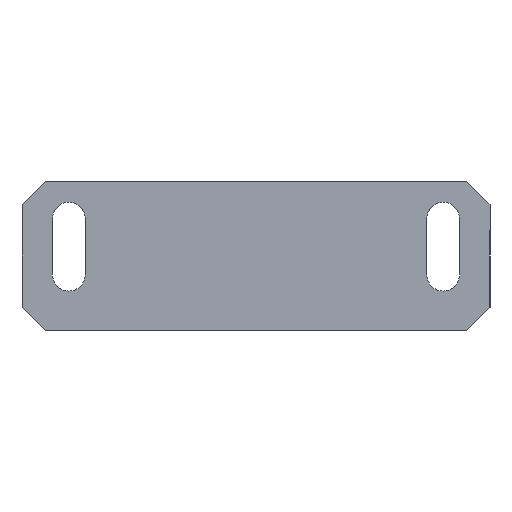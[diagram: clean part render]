
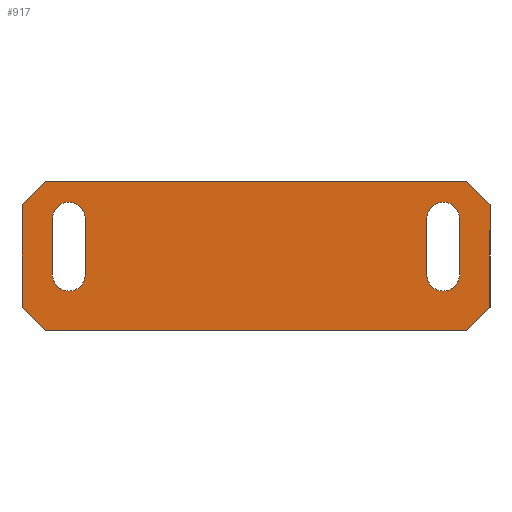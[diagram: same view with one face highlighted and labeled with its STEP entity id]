
A CAD part, left-side view. The second image highlights one B-rep face of the part: STEP entity #917.
In plain terms, the highlighted planar face has unit normal (-1, 0, 0).
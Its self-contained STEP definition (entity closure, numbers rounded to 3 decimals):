
#4 = DIRECTION ( 'NONE',  ( 0., 0., 1. ) ) ;
#6 = EDGE_CURVE ( 'NONE', #943, #1268, #434, .T. ) ;
#7 = CARTESIAN_POINT ( 'NONE',  ( -3.2, 43.5, 14. ) ) ;
#12 = AXIS2_PLACEMENT_3D ( 'NONE', #337, #192, #55 ) ;
#13 = CARTESIAN_POINT ( 'NONE',  ( -3.2, -40., 2. ) ) ;
#15 = ORIENTED_EDGE ( 'NONE', *, *, #1290, .T. ) ;
#17 = VERTEX_POINT ( 'NONE', #1155 ) ;
#18 = CARTESIAN_POINT ( 'NONE',  ( -3.2, 40., 14. ) ) ;
#27 = EDGE_CURVE ( 'NONE', #1005, #282, #494, .T. ) ;
#39 = DIRECTION ( 'NONE',  ( 0., 0., 1. ) ) ;
#49 = FACE_BOUND ( 'NONE', #1225, .T. ) ;
#50 = CARTESIAN_POINT ( 'NONE',  ( -3.2, -43.5, 2. ) ) ;
#55 = DIRECTION ( 'NONE',  ( 0., 0., 1. ) ) ;
#72 = CARTESIAN_POINT ( 'NONE',  ( -3.2, -50., 22. ) ) ;
#75 = ORIENTED_EDGE ( 'NONE', *, *, #191, .T. ) ;
#97 = CARTESIAN_POINT ( 'NONE',  ( -3.2, 50., -5. ) ) ;
#98 = ORIENTED_EDGE ( 'NONE', *, *, #6, .F. ) ;
#107 = CARTESIAN_POINT ( 'NONE',  ( -3.2, 50., -10. ) ) ;
#109 = CARTESIAN_POINT ( 'NONE',  ( -3.2, -43.5, 14. ) ) ;
#125 = EDGE_CURVE ( 'NONE', #716, #1285, #754, .T. ) ;
#143 = DIRECTION ( 'NONE',  ( -1., 0., 0. ) ) ;
#144 = CIRCLE ( 'NONE', #562, 3.5 ) ;
#145 = LINE ( 'NONE', #7, #342 ) ;
#148 = FACE_OUTER_BOUND ( 'NONE', #344, .T. ) ;
#150 = DIRECTION ( 'NONE',  ( 0., 0., 1. ) ) ;
#155 = AXIS2_PLACEMENT_3D ( 'NONE', #18, #1186, #1050 ) ;
#175 = CARTESIAN_POINT ( 'NONE',  ( -3.2, 36.5, 14. ) ) ;
#191 = EDGE_CURVE ( 'NONE', #266, #1054, #593, .T. ) ;
#192 = DIRECTION ( 'NONE',  ( -1., 0., 0. ) ) ;
#204 = ORIENTED_EDGE ( 'NONE', *, *, #792, .T. ) ;
#216 = LINE ( 'NONE', #72, #777 ) ;
#219 = FACE_BOUND ( 'NONE', #250, .T. ) ;
#227 = DIRECTION ( 'NONE',  ( 0., -0.707, -0.707 ) ) ;
#236 = DIRECTION ( 'NONE',  ( 0., 0.707, 0.707 ) ) ;
#247 = EDGE_CURVE ( 'NONE', #17, #300, #1234, .T. ) ;
#250 = EDGE_LOOP ( 'NONE', ( #1102, #301, #397, #689, #608 ) ) ;
#256 = LINE ( 'NONE', #107, #1055 ) ;
#266 = VERTEX_POINT ( 'NONE', #1240 ) ;
#268 = CARTESIAN_POINT ( 'NONE',  ( -3.2, -50., 17. ) ) ;
#282 = VERTEX_POINT ( 'NONE', #1100 ) ;
#286 = CARTESIAN_POINT ( 'NONE',  ( -3.2, 40., 2. ) ) ;
#291 = CARTESIAN_POINT ( 'NONE',  ( -3.2, -50., -10. ) ) ;
#300 = VERTEX_POINT ( 'NONE', #966 ) ;
#301 = ORIENTED_EDGE ( 'NONE', *, *, #889, .F. ) ;
#307 = EDGE_CURVE ( 'NONE', #300, #648, #314, .T. ) ;
#314 = LINE ( 'NONE', #175, #1164 ) ;
#337 = CARTESIAN_POINT ( 'NONE',  ( -3.2, 0., 0. ) ) ;
#342 = VECTOR ( 'NONE', #1177, 1000. ) ;
#343 = DIRECTION ( 'NONE',  ( 0., 0.707, -0.707 ) ) ;
#344 = EDGE_LOOP ( 'NONE', ( #1105, #377, #1069, #461, #204, #75, #15, #968 ) ) ;
#345 = EDGE_CURVE ( 'NONE', #477, #943, #903, .T. ) ;
#366 = CARTESIAN_POINT ( 'NONE',  ( -3.2, 27.5, -27.5 ) ) ;
#374 = CARTESIAN_POINT ( 'NONE',  ( -3.2, -33.5, 33.5 ) ) ;
#377 = ORIENTED_EDGE ( 'NONE', *, *, #125, .T. ) ;
#378 = VECTOR ( 'NONE', #572, 1000. ) ;
#387 = VECTOR ( 'NONE', #433, 1000. ) ;
#397 = ORIENTED_EDGE ( 'NONE', *, *, #307, .F. ) ;
#408 = CARTESIAN_POINT ( 'NONE',  ( -3.2, 43.5, 2. ) ) ;
#410 = AXIS2_PLACEMENT_3D ( 'NONE', #734, #599, #482 ) ;
#425 = LINE ( 'NONE', #291, #1096 ) ;
#433 = DIRECTION ( 'NONE',  ( 0., 0., -1. ) ) ;
#434 = CIRCLE ( 'NONE', #749, 3.5 ) ;
#446 = VECTOR ( 'NONE', #236, 1000. ) ;
#461 = ORIENTED_EDGE ( 'NONE', *, *, #522, .T. ) ;
#476 = CARTESIAN_POINT ( 'NONE',  ( -3.2, 33.5, 33.5 ) ) ;
#477 = VERTEX_POINT ( 'NONE', #50 ) ;
#482 = DIRECTION ( 'NONE',  ( 0., 0., 1. ) ) ;
#494 = LINE ( 'NONE', #366, #1288 ) ;
#500 = LINE ( 'NONE', #374, #446 ) ;
#501 = DIRECTION ( 'NONE',  ( 0., -0.707, 0.707 ) ) ;
#522 = EDGE_CURVE ( 'NONE', #897, #656, #500, .T. ) ;
#546 = CIRCLE ( 'NONE', #759, 3.5 ) ;
#555 = CARTESIAN_POINT ( 'NONE',  ( -3.2, 50., 22. ) ) ;
#562 = AXIS2_PLACEMENT_3D ( 'NONE', #286, #143, #4 ) ;
#572 = DIRECTION ( 'NONE',  ( 0., 0., -1. ) ) ;
#576 = VERTEX_POINT ( 'NONE', #851 ) ;
#593 = LINE ( 'NONE', #476, #1058 ) ;
#599 = DIRECTION ( 'NONE',  ( -1., 0., 0. ) ) ;
#608 = ORIENTED_EDGE ( 'NONE', *, *, #1099, .F. ) ;
#626 = CARTESIAN_POINT ( 'NONE',  ( -3.2, -27.5, -27.5 ) ) ;
#646 = DIRECTION ( 'NONE',  ( 0., 0., 1. ) ) ;
#648 = VERTEX_POINT ( 'NONE', #1171 ) ;
#656 = VERTEX_POINT ( 'NONE', #1032 ) ;
#674 = LINE ( 'NONE', #555, #387 ) ;
#682 = CARTESIAN_POINT ( 'NONE',  ( -3.2, -43.5, 14. ) ) ;
#689 = ORIENTED_EDGE ( 'NONE', *, *, #247, .F. ) ;
#694 = CARTESIAN_POINT ( 'NONE',  ( -3.2, -36.5, 14. ) ) ;
#699 = ORIENTED_EDGE ( 'NONE', *, *, #345, .F. ) ;
#701 = EDGE_CURVE ( 'NONE', #1268, #576, #830, .T. ) ;
#716 = VERTEX_POINT ( 'NONE', #794 ) ;
#733 = EDGE_CURVE ( 'NONE', #1286, #997, #145, .T. ) ;
#734 = CARTESIAN_POINT ( 'NONE',  ( -3.2, 40., 2. ) ) ;
#749 = AXIS2_PLACEMENT_3D ( 'NONE', #1101, #967, #833 ) ;
#754 = LINE ( 'NONE', #626, #782 ) ;
#758 = VERTEX_POINT ( 'NONE', #768 ) ;
#759 = AXIS2_PLACEMENT_3D ( 'NONE', #13, #771, #646 ) ;
#768 = CARTESIAN_POINT ( 'NONE',  ( -3.2, -40., -1.5 ) ) ;
#771 = DIRECTION ( 'NONE',  ( -1., 0., 0. ) ) ;
#772 = ORIENTED_EDGE ( 'NONE', *, *, #1103, .F. ) ;
#777 = VECTOR ( 'NONE', #1246, 1000. ) ;
#781 = EDGE_CURVE ( 'NONE', #282, #716, #256, .T. ) ;
#782 = VECTOR ( 'NONE', #501, 1000. ) ;
#792 = EDGE_CURVE ( 'NONE', #656, #266, #216, .T. ) ;
#794 = CARTESIAN_POINT ( 'NONE',  ( -3.2, -45., -10. ) ) ;
#808 = CARTESIAN_POINT ( 'NONE',  ( -3.2, 43.5, 14. ) ) ;
#827 = CARTESIAN_POINT ( 'NONE',  ( -3.2, 50., 17. ) ) ;
#830 = LINE ( 'NONE', #694, #378 ) ;
#833 = DIRECTION ( 'NONE',  ( 0., 0., 1. ) ) ;
#851 = CARTESIAN_POINT ( 'NONE',  ( -3.2, -36.5, 2. ) ) ;
#881 = VECTOR ( 'NONE', #1277, 1000. ) ;
#889 = EDGE_CURVE ( 'NONE', #648, #1286, #936, .T. ) ;
#897 = VERTEX_POINT ( 'NONE', #268 ) ;
#899 = DIRECTION ( 'NONE',  ( 0., 0., 1. ) ) ;
#903 = LINE ( 'NONE', #109, #881 ) ;
#917 = ADVANCED_FACE ( 'NONE', ( #219, #148, #49 ), #983, .T. ) ;
#936 = CIRCLE ( 'NONE', #155, 3.5 ) ;
#943 = VERTEX_POINT ( 'NONE', #682 ) ;
#945 = CARTESIAN_POINT ( 'NONE',  ( -3.2, -50., -5. ) ) ;
#966 = CARTESIAN_POINT ( 'NONE',  ( -3.2, 36.5, 2. ) ) ;
#967 = DIRECTION ( 'NONE',  ( -1., 0., 0. ) ) ;
#968 = ORIENTED_EDGE ( 'NONE', *, *, #27, .T. ) ;
#983 = PLANE ( 'NONE',  #12 ) ;
#997 = VERTEX_POINT ( 'NONE', #408 ) ;
#1005 = VERTEX_POINT ( 'NONE', #97 ) ;
#1032 = CARTESIAN_POINT ( 'NONE',  ( -3.2, -45., 22. ) ) ;
#1038 = DIRECTION ( 'NONE',  ( -1., 0., 0. ) ) ;
#1050 = DIRECTION ( 'NONE',  ( 0., 0., 1. ) ) ;
#1054 = VERTEX_POINT ( 'NONE', #827 ) ;
#1055 = VECTOR ( 'NONE', #1276, 1000. ) ;
#1058 = VECTOR ( 'NONE', #343, 1000. ) ;
#1069 = ORIENTED_EDGE ( 'NONE', *, *, #1190, .T. ) ;
#1076 = CARTESIAN_POINT ( 'NONE',  ( -3.2, -36.5, 14. ) ) ;
#1092 = AXIS2_PLACEMENT_3D ( 'NONE', #1175, #1038, #899 ) ;
#1096 = VECTOR ( 'NONE', #150, 1000. ) ;
#1099 = EDGE_CURVE ( 'NONE', #997, #17, #144, .T. ) ;
#1100 = CARTESIAN_POINT ( 'NONE',  ( -3.2, 45., -10. ) ) ;
#1101 = CARTESIAN_POINT ( 'NONE',  ( -3.2, -40., 14. ) ) ;
#1102 = ORIENTED_EDGE ( 'NONE', *, *, #733, .F. ) ;
#1103 = EDGE_CURVE ( 'NONE', #758, #477, #1242, .T. ) ;
#1105 = ORIENTED_EDGE ( 'NONE', *, *, #781, .T. ) ;
#1155 = CARTESIAN_POINT ( 'NONE',  ( -3.2, 40., -1.5 ) ) ;
#1164 = VECTOR ( 'NONE', #39, 1000. ) ;
#1171 = CARTESIAN_POINT ( 'NONE',  ( -3.2, 36.5, 14. ) ) ;
#1175 = CARTESIAN_POINT ( 'NONE',  ( -3.2, -40., 2. ) ) ;
#1177 = DIRECTION ( 'NONE',  ( 0., 0., -1. ) ) ;
#1183 = ORIENTED_EDGE ( 'NONE', *, *, #1198, .F. ) ;
#1184 = ORIENTED_EDGE ( 'NONE', *, *, #701, .F. ) ;
#1186 = DIRECTION ( 'NONE',  ( -1., 0., 0. ) ) ;
#1190 = EDGE_CURVE ( 'NONE', #1285, #897, #425, .T. ) ;
#1198 = EDGE_CURVE ( 'NONE', #576, #758, #546, .T. ) ;
#1225 = EDGE_LOOP ( 'NONE', ( #1184, #98, #699, #772, #1183 ) ) ;
#1234 = CIRCLE ( 'NONE', #410, 3.5 ) ;
#1240 = CARTESIAN_POINT ( 'NONE',  ( -3.2, 45., 22. ) ) ;
#1242 = CIRCLE ( 'NONE', #1092, 3.5 ) ;
#1246 = DIRECTION ( 'NONE',  ( 0., 1., 0. ) ) ;
#1268 = VERTEX_POINT ( 'NONE', #1076 ) ;
#1276 = DIRECTION ( 'NONE',  ( 0., -1., 0. ) ) ;
#1277 = DIRECTION ( 'NONE',  ( 0., 0., 1. ) ) ;
#1285 = VERTEX_POINT ( 'NONE', #945 ) ;
#1286 = VERTEX_POINT ( 'NONE', #808 ) ;
#1288 = VECTOR ( 'NONE', #227, 1000. ) ;
#1290 = EDGE_CURVE ( 'NONE', #1054, #1005, #674, .T. ) ;
